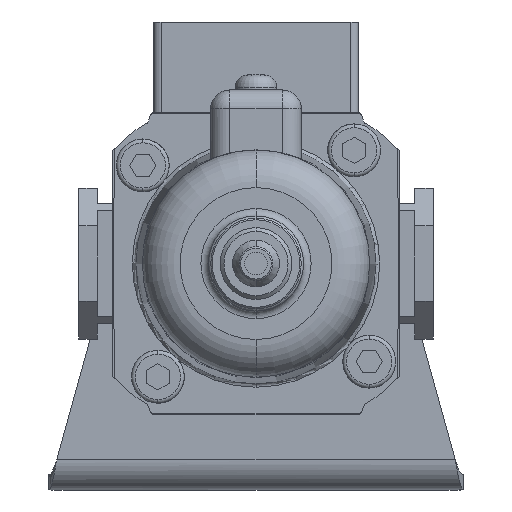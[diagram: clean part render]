
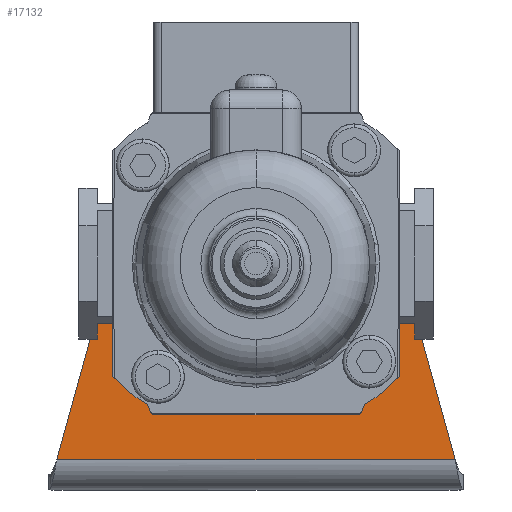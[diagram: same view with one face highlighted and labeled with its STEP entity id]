
A CAD part, front view. The second image highlights one B-rep face of the part: STEP entity #17132.
In plain terms, the highlighted planar face has unit normal (0, -1, 0).
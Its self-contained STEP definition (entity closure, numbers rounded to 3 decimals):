
#162 = DIRECTION ( 'NONE',  ( 1., 0., 0. ) ) ;
#230 = CARTESIAN_POINT ( 'NONE',  ( -27.5, 30., -30. ) ) ;
#532 = LINE ( 'NONE', #12359, #15291 ) ;
#666 = VECTOR ( 'NONE', #10894, 1000. ) ;
#809 = CARTESIAN_POINT ( 'NONE',  ( 0., 30., 0. ) ) ;
#830 = CARTESIAN_POINT ( 'NONE',  ( 17.83, 30., 4.935 ) ) ;
#872 = CIRCLE ( 'NONE', #2201, 18.5 ) ;
#980 = CARTESIAN_POINT ( 'NONE',  ( -17.83, 30., 4.935 ) ) ;
#1069 = VERTEX_POINT ( 'NONE', #16665 ) ;
#2201 = AXIS2_PLACEMENT_3D ( 'NONE', #809, #11488, #2350 ) ;
#2350 = DIRECTION ( 'NONE',  ( -1., 0., 0. ) ) ;
#2415 = DIRECTION ( 'NONE',  ( -1., 0., 0. ) ) ;
#3160 = VERTEX_POINT ( 'NONE', #17194 ) ;
#3257 = AXIS2_PLACEMENT_3D ( 'NONE', #13091, #3965, #14636 ) ;
#3377 = ORIENTED_EDGE ( 'NONE', *, *, #12465, .T. ) ;
#3493 = CIRCLE ( 'NONE', #4741, 15. ) ;
#3521 = CARTESIAN_POINT ( 'NONE',  ( 26.393, 30., -26. ) ) ;
#3945 = VERTEX_POINT ( 'NONE', #3521 ) ;
#3965 = DIRECTION ( 'NONE',  ( 0., 1., 0. ) ) ;
#4405 = VERTEX_POINT ( 'NONE', #980 ) ;
#4741 = AXIS2_PLACEMENT_3D ( 'NONE', #7426, #18085, #8959 ) ;
#5387 = FACE_BOUND ( 'NONE', #7574, .T. ) ;
#5583 = DIRECTION ( 'NONE',  ( 0.267, 0., -0.964 ) ) ;
#6393 = EDGE_CURVE ( 'NONE', #15696, #3160, #3493, .T. ) ;
#6709 = CIRCLE ( 'NONE', #3257, 15. ) ;
#7007 = VECTOR ( 'NONE', #5583, 1000. ) ;
#7300 = AXIS2_PLACEMENT_3D ( 'NONE', #12999, #11549, #2415 ) ;
#7426 = CARTESIAN_POINT ( 'NONE',  ( 0., 30., 0. ) ) ;
#7574 = EDGE_LOOP ( 'NONE', ( #16452, #15362 ) ) ;
#7827 = CARTESIAN_POINT ( 'NONE',  ( 15., 30., 0. ) ) ;
#8064 = EDGE_CURVE ( 'NONE', #15925, #3945, #18697, .T. ) ;
#8749 = LINE ( 'NONE', #230, #666 ) ;
#8959 = DIRECTION ( 'NONE',  ( -1., 0., 0. ) ) ;
#8972 = FACE_OUTER_BOUND ( 'NONE', #9655, .T. ) ;
#9643 = EDGE_CURVE ( 'NONE', #3160, #15696, #6709, .T. ) ;
#9655 = EDGE_LOOP ( 'NONE', ( #3377, #12938, #14726, #14419 ) ) ;
#10894 = DIRECTION ( 'NONE',  ( 0.267, 0., 0.964 ) ) ;
#11488 = DIRECTION ( 'NONE',  ( 0., 1., 0. ) ) ;
#11549 = DIRECTION ( 'NONE',  ( 0., 1., 0. ) ) ;
#12359 = CARTESIAN_POINT ( 'NONE',  ( -27.5, 30., -26. ) ) ;
#12465 = EDGE_CURVE ( 'NONE', #1069, #3945, #532, .T. ) ;
#12938 = ORIENTED_EDGE ( 'NONE', *, *, #8064, .F. ) ;
#12999 = CARTESIAN_POINT ( 'NONE',  ( 0., 30., 0. ) ) ;
#13091 = CARTESIAN_POINT ( 'NONE',  ( 0., 30., 0. ) ) ;
#14419 = ORIENTED_EDGE ( 'NONE', *, *, #15682, .F. ) ;
#14636 = DIRECTION ( 'NONE',  ( -1., 0., 0. ) ) ;
#14726 = ORIENTED_EDGE ( 'NONE', *, *, #17090, .F. ) ;
#14730 = CARTESIAN_POINT ( 'NONE',  ( 17.83, 30., 4.935 ) ) ;
#15291 = VECTOR ( 'NONE', #162, 1000. ) ;
#15362 = ORIENTED_EDGE ( 'NONE', *, *, #6393, .T. ) ;
#15682 = EDGE_CURVE ( 'NONE', #1069, #4405, #8749, .T. ) ;
#15696 = VERTEX_POINT ( 'NONE', #7827 ) ;
#15925 = VERTEX_POINT ( 'NONE', #830 ) ;
#16452 = ORIENTED_EDGE ( 'NONE', *, *, #9643, .T. ) ;
#16665 = CARTESIAN_POINT ( 'NONE',  ( -26.393, 30., -26. ) ) ;
#17090 = EDGE_CURVE ( 'NONE', #4405, #15925, #872, .T. ) ;
#17132 = ADVANCED_FACE ( 'NONE', ( #5387, #8972 ), #17594, .F. ) ;
#17194 = CARTESIAN_POINT ( 'NONE',  ( -15., 30., 0. ) ) ;
#17594 = PLANE ( 'NONE',  #7300 ) ;
#18085 = DIRECTION ( 'NONE',  ( 0., 1., 0. ) ) ;
#18697 = LINE ( 'NONE', #14730, #7007 ) ;
